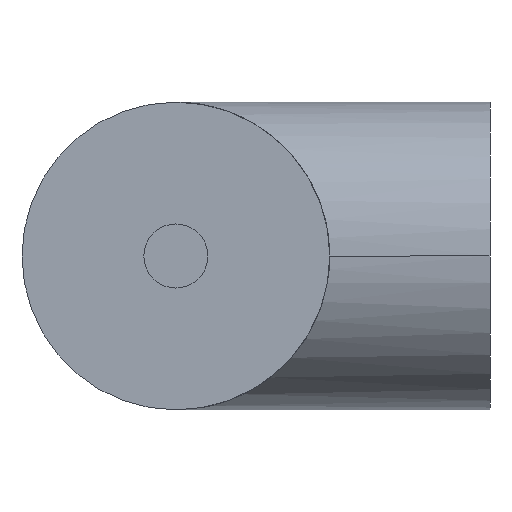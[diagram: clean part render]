
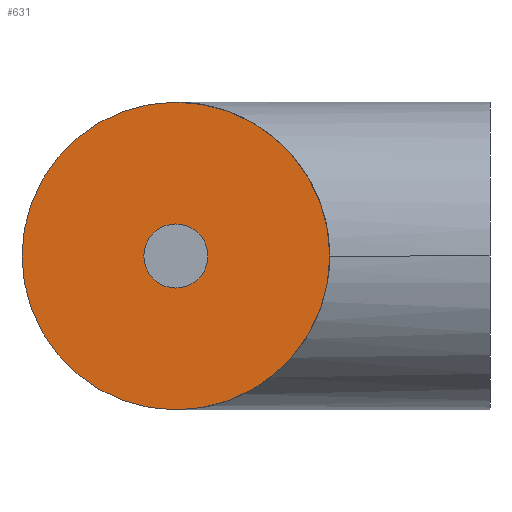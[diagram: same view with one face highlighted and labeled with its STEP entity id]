
A CAD part, front view. The second image highlights one B-rep face of the part: STEP entity #631.
In plain terms, the highlighted planar face has unit normal (0, -1, 0).
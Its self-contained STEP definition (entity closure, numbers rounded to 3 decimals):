
#1 = CIRCLE ( 'NONE', #60, 24. ) ;
#54 = EDGE_CURVE ( 'NONE', #160, #534, #643, .T. ) ;
#59 = AXIS2_PLACEMENT_3D ( 'NONE', #103, #336, #560 ) ;
#60 = AXIS2_PLACEMENT_3D ( 'NONE', #189, #645, #425 ) ;
#61 = CARTESIAN_POINT ( 'NONE',  ( 24., 0., -24. ) ) ;
#70 = DIRECTION ( 'NONE',  ( 0., 0., -1. ) ) ;
#76 = CARTESIAN_POINT ( 'NONE',  ( 24., 0., -24. ) ) ;
#81 = CARTESIAN_POINT ( 'NONE',  ( 24., 0., -24. ) ) ;
#82 = DIRECTION ( 'NONE',  ( 0., 0., -1. ) ) ;
#84 = AXIS2_PLACEMENT_3D ( 'NONE', #76, #479, #70 ) ;
#97 = EDGE_CURVE ( 'NONE', #693, #451, #494, .T. ) ;
#103 = CARTESIAN_POINT ( 'NONE',  ( 24., 0., -24. ) ) ;
#104 = ORIENTED_EDGE ( 'NONE', *, *, #522, .F. ) ;
#108 = EDGE_CURVE ( 'NONE', #151, #305, #326, .T. ) ;
#140 = ORIENTED_EDGE ( 'NONE', *, *, #97, .F. ) ;
#143 = CARTESIAN_POINT ( 'NONE',  ( 24., 0., -48. ) ) ;
#151 = VERTEX_POINT ( 'NONE', #143 ) ;
#160 = VERTEX_POINT ( 'NONE', #649 ) ;
#189 = CARTESIAN_POINT ( 'NONE',  ( 24., 0., -24. ) ) ;
#194 = CARTESIAN_POINT ( 'NONE',  ( 24., 0., -24. ) ) ;
#197 = ORIENTED_EDGE ( 'NONE', *, *, #320, .T. ) ;
#234 = CARTESIAN_POINT ( 'NONE',  ( 0., 0., -24. ) ) ;
#236 = ORIENTED_EDGE ( 'NONE', *, *, #108, .T. ) ;
#251 = DIRECTION ( 'NONE',  ( 0., -1., 0. ) ) ;
#286 = CARTESIAN_POINT ( 'NONE',  ( 48., 0., -24. ) ) ;
#289 = DIRECTION ( 'NONE',  ( 0., -1., 0. ) ) ;
#290 = DIRECTION ( 'NONE',  ( 0., 0., -1. ) ) ;
#299 = AXIS2_PLACEMENT_3D ( 'NONE', #552, #547, #82 ) ;
#305 = VERTEX_POINT ( 'NONE', #286 ) ;
#308 = DIRECTION ( 'NONE',  ( 0., 0., -1. ) ) ;
#319 = PLANE ( 'NONE',  #299 ) ;
#320 = EDGE_CURVE ( 'NONE', #305, #160, #426, .T. ) ;
#324 = FACE_OUTER_BOUND ( 'NONE', #592, .T. ) ;
#326 = CIRCLE ( 'NONE', #655, 24. ) ;
#336 = DIRECTION ( 'NONE',  ( 0., -1., 0. ) ) ;
#409 = EDGE_CURVE ( 'NONE', #534, #151, #1, .T. ) ;
#414 = DIRECTION ( 'NONE',  ( 0., -1., 0. ) ) ;
#418 = CARTESIAN_POINT ( 'NONE',  ( 24., 0., -29. ) ) ;
#425 = DIRECTION ( 'NONE',  ( 0., 0., -1. ) ) ;
#426 = CIRCLE ( 'NONE', #59, 24. ) ;
#443 = FACE_BOUND ( 'NONE', #710, .T. ) ;
#450 = CIRCLE ( 'NONE', #657, 5. ) ;
#451 = VERTEX_POINT ( 'NONE', #418 ) ;
#479 = DIRECTION ( 'NONE',  ( 0., -1., 0. ) ) ;
#494 = CIRCLE ( 'NONE', #566, 5. ) ;
#522 = EDGE_CURVE ( 'NONE', #451, #693, #450, .T. ) ;
#523 = DIRECTION ( 'NONE',  ( 0., 0., -1. ) ) ;
#534 = VERTEX_POINT ( 'NONE', #234 ) ;
#547 = DIRECTION ( 'NONE',  ( 0., -1., 0. ) ) ;
#552 = CARTESIAN_POINT ( 'NONE',  ( 0., 0., 0. ) ) ;
#560 = DIRECTION ( 'NONE',  ( 0., 0., -1. ) ) ;
#566 = AXIS2_PLACEMENT_3D ( 'NONE', #81, #251, #308 ) ;
#572 = CARTESIAN_POINT ( 'NONE',  ( 24., 0., -19. ) ) ;
#592 = EDGE_LOOP ( 'NONE', ( #197, #718, #664, #236 ) ) ;
#631 = ADVANCED_FACE ( 'NONE', ( #443, #324 ), #319, .T. ) ;
#643 = CIRCLE ( 'NONE', #84, 24. ) ;
#645 = DIRECTION ( 'NONE',  ( 0., -1., 0. ) ) ;
#649 = CARTESIAN_POINT ( 'NONE',  ( 24., 0., 0. ) ) ;
#655 = AXIS2_PLACEMENT_3D ( 'NONE', #194, #414, #290 ) ;
#657 = AXIS2_PLACEMENT_3D ( 'NONE', #61, #289, #523 ) ;
#664 = ORIENTED_EDGE ( 'NONE', *, *, #409, .T. ) ;
#693 = VERTEX_POINT ( 'NONE', #572 ) ;
#710 = EDGE_LOOP ( 'NONE', ( #140, #104 ) ) ;
#718 = ORIENTED_EDGE ( 'NONE', *, *, #54, .T. ) ;
